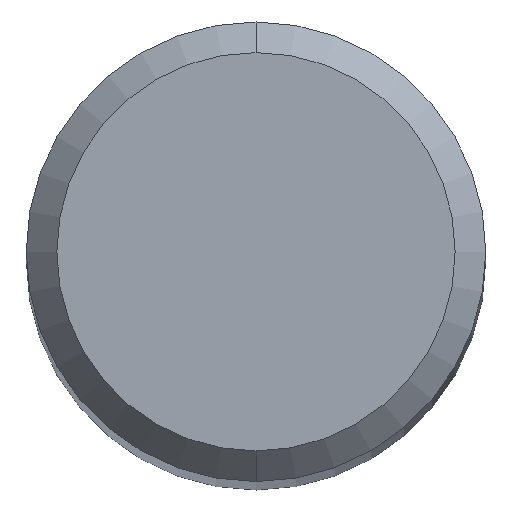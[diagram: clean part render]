
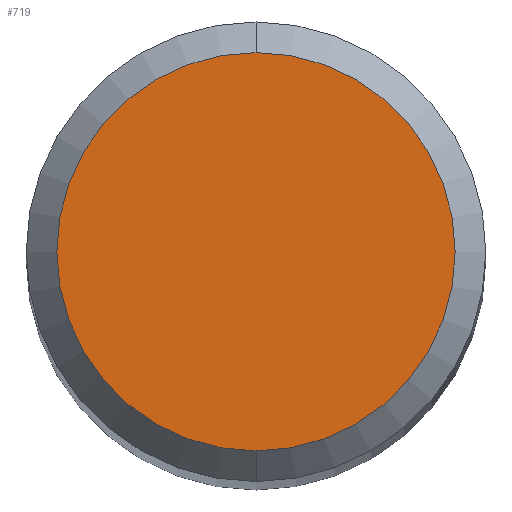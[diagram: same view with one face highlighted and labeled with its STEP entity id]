
A CAD part, top view. The second image highlights one B-rep face of the part: STEP entity #719.
In plain terms, the highlighted planar face has unit normal (0, 0, 1).
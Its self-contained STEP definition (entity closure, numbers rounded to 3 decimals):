
#451=EDGE_CURVE('',#583,#647,#1171,.T.);
#583=VERTEX_POINT('',#1313);
#647=VERTEX_POINT('',#1382);
#673=EDGE_CURVE('',#647,#583,#1411,.T.);
#719=ADVANCED_FACE('',(#1463),#1464,.T.);
#1171=CIRCLE('',#2465,2.6);
#1313=CARTESIAN_POINT('',(0.,-2.6,0.0));
#1382=CARTESIAN_POINT('',(0.0,2.6,0.0));
#1411=CIRCLE('',#3924,2.6);
#1463=FACE_OUTER_BOUND('',#4123,.T.);
#1464=PLANE('',#4124);
#2465=AXIS2_PLACEMENT_3D('',#6098,#6099,#6100);
#3924=AXIS2_PLACEMENT_3D('',#6325,#6326,#6327);
#4123=EDGE_LOOP('',(#6411,#6412));
#4124=AXIS2_PLACEMENT_3D('',#6413,#6414,#6415);
#6098=CARTESIAN_POINT('',(0.0,0.0,0.0));
#6099=DIRECTION('',(0.0,0.0,-1.0));
#6100=DIRECTION('',(0.0,1.0,0.0));
#6325=CARTESIAN_POINT('',(0.0,0.0,0.0));
#6326=DIRECTION('',(0.0,0.0,-1.0));
#6327=DIRECTION('',(0.0,1.0,0.0));
#6411=ORIENTED_EDGE('',*,*,#673,.F.);
#6412=ORIENTED_EDGE('',*,*,#451,.F.);
#6413=CARTESIAN_POINT('',(0.0,1.3,0.0));
#6414=DIRECTION('',(-0.0,0.0,1.0));
#6415=DIRECTION('',(0.0,-1.0,0.0));
